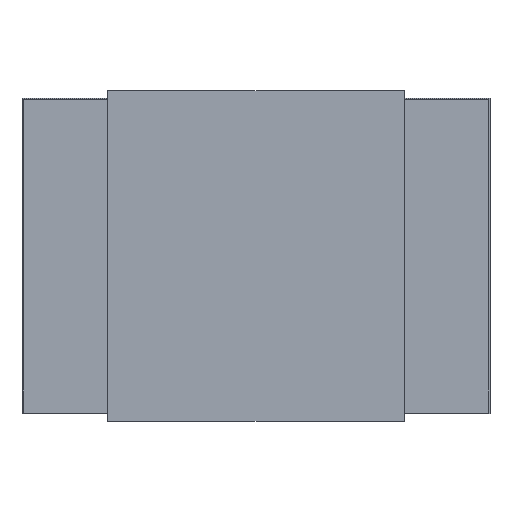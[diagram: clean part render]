
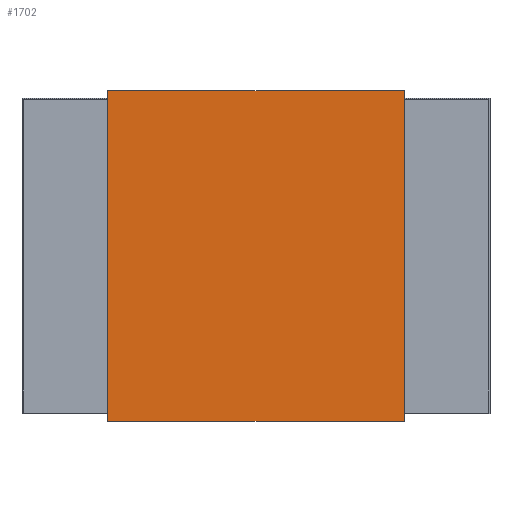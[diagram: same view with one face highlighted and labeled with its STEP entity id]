
A CAD part, left-side view. The second image highlights one B-rep face of the part: STEP entity #1702.
In plain terms, the highlighted planar face has unit normal (-1, 0, 0).
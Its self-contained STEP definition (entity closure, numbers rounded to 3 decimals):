
#1702=ADVANCED_FACE('',(#1708),#1703,.F.);
#1703=PLANE('',#1704);
#1704=AXIS2_PLACEMENT_3D('',#1705,#1706,#1707);
#1705=CARTESIAN_POINT('Origin',(-1.054,0.444,0.0));
#1706=DIRECTION('center_axis',(1.0,0.0,0.0));
#1707=DIRECTION('ref_axis',(0.,0.,1.));
#1708=FACE_OUTER_BOUND('',#1709,.T.);
#1709=EDGE_LOOP('',(#1710,#1720,#1730,#1740));
#1710=ORIENTED_EDGE('',*,*,#1711,.F.);
#1711=EDGE_CURVE('',#1712,#1714,#1716,.T.);
#1712=VERTEX_POINT('',#1713);
#1713=CARTESIAN_POINT('',(-1.054,-0.444,0.0));
#1714=VERTEX_POINT('',#1715);
#1715=CARTESIAN_POINT('',(-1.054,0.444,0.0));
#1716=LINE('',#1717,#1718);
#1717=CARTESIAN_POINT('',(-1.054,-0.444,0.0));
#1718=VECTOR('',#1719,0.889);
#1719=DIRECTION('',(0.0,1.0,0.0));
#1720=ORIENTED_EDGE('',*,*,#1721,.F.);
#1721=EDGE_CURVE('',#1722,#1724,#1726,.T.);
#1722=VERTEX_POINT('',#1723);
#1723=CARTESIAN_POINT('',(-1.054,-0.444,0.991));
#1724=VERTEX_POINT('',#1713);
#1726=LINE('',#1727,#1728);
#1727=CARTESIAN_POINT('',(-1.054,-0.444,0.991));
#1728=VECTOR('',#1729,0.991);
#1729=DIRECTION('',(0.0,0.0,-1.0));
#1730=ORIENTED_EDGE('',*,*,#1731,.F.);
#1731=EDGE_CURVE('',#1732,#1734,#1736,.T.);
#1732=VERTEX_POINT('',#1733);
#1733=CARTESIAN_POINT('',(-1.054,0.444,0.991));
#1734=VERTEX_POINT('',#1723);
#1736=LINE('',#1737,#1738);
#1737=CARTESIAN_POINT('',(-1.054,0.444,0.991));
#1738=VECTOR('',#1739,0.889);
#1739=DIRECTION('',(0.0,-1.0,0.0));
#1740=ORIENTED_EDGE('',*,*,#1741,.F.);
#1741=EDGE_CURVE('',#1742,#1744,#1746,.T.);
#1742=VERTEX_POINT('',#1715);
#1744=VERTEX_POINT('',#1733);
#1746=LINE('',#1747,#1748);
#1747=CARTESIAN_POINT('',(-1.054,0.444,0.0));
#1748=VECTOR('',#1749,0.991);
#1749=DIRECTION('',(0.0,0.0,1.0));
